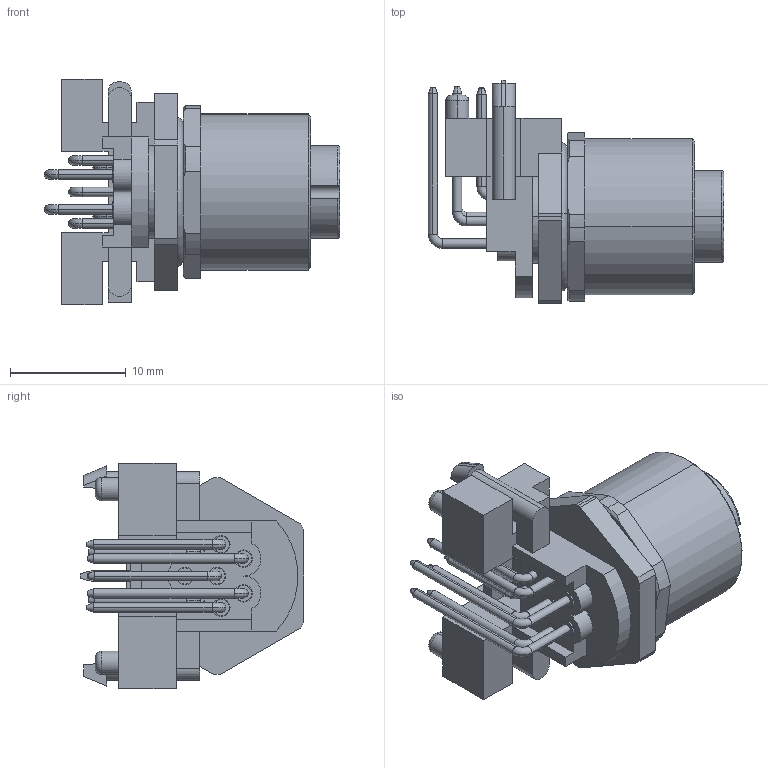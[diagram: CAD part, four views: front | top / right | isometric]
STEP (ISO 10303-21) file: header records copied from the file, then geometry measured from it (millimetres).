
FILE_DESCRIPTION (( 'STEP AP203' ), '1' );
FILE_NAME ('54-00248.STEP', '2024-08-12T23:18:10', ( '' ), ( '' ), 'SwSTEP 2.0', 'SolidWorks 2021', '' );
FILE_SCHEMA (( 'CONFIG_CONTROL_DESIGN' ));
Length unit declared in the file: millimetre
Products named in the file (13): 54-00248-03___; 54-00248-11; 54-00248-04___; 54-00248-05___; 54-00248-02___; 54-00248; 54-00248-08; 54-00248-06___; 54-00248-09; 54-00248-01; 54-00248-12; 54-00248-13; 54-00248-10
Assembly tree (15 placements, depth 2):
  54-00248
    54-00248-01
    54-00248-02___
    54-00248-03___
    54-00248-04___
    54-00248-05___
    54-00248-06___
    54-00248-13
    54-00248-08  x2
    54-00248-09  x2
    54-00248-12
    54-00248-10  x2
    54-00248-11
Bounding box: 25.5 x 19.3 x 19.5 mm (x, y, z)
Volume: 2700.4 mm3; surface area: 6050.5 mm2
Topology: 15 solids, 15 shells, 689 faces, 1682 edges, 1057 vertices
Faces by surface type: plane 273, cylinder 271, cone 90, torus 51, bspline 4
Entity records: 20012 total; most frequent: CARTESIAN_POINT 5252, DIRECTION 2910, ORIENTED_EDGE 2720, EDGE_CURVE 1360, AXIS2_PLACEMENT_3D 1102, VERTEX_POINT 865, LINE 706, VECTOR 706
